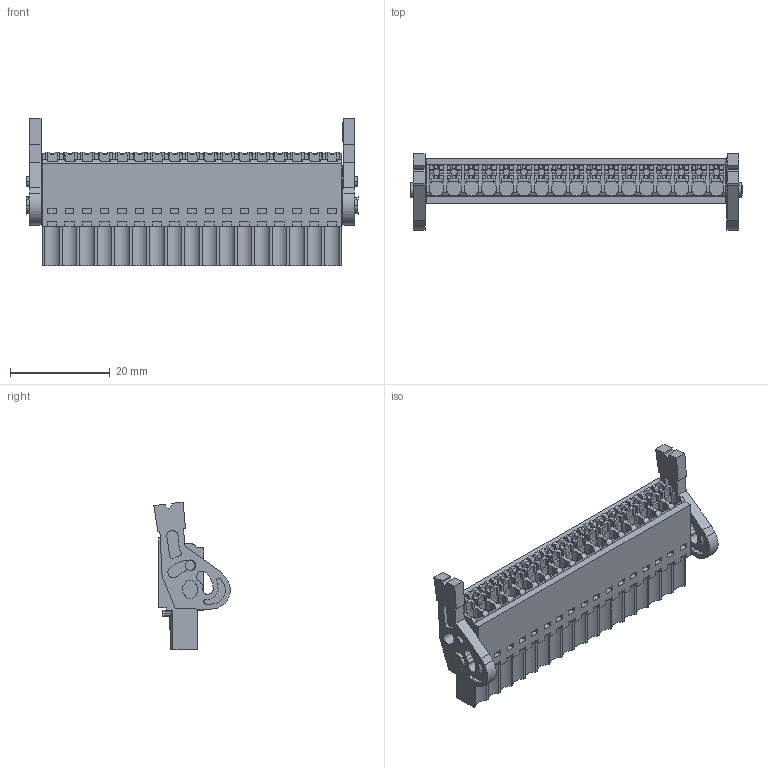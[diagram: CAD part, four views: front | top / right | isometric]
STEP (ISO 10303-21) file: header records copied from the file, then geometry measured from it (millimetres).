
FILE_DESCRIPTION(('CATIA V5R24 STEP','CAx-IF Rec.Pracs.--- Model Styling and Organization---1.2---2011-12-15'),'2;1');
FILE_NAME ('D1463155_0', '2018-03-13T14:45:09+00:00', ('Weidmueller Interface'), ('Weidmueller'), 'CATIA Version 5-6 Release 2014 SP4 HF52', 'CATIA V5 STEP AP214', 'none');
FILE_SCHEMA(('AUTOMOTIVE_DESIGN { 1 0 10303 214 1 1 1 1 }'));
Products named in the file (1): 2538160000
Bounding box: 66.4 x 15.3 x 29.59 mm (x, y, z)
Volume: 9469 mm3; surface area: 8234.5 mm2
Topology: 20 solids, 20 shells, 1752 faces, 5108 edges, 3442 vertices
Faces by surface type: plane 1519, cylinder 233
Entity records: 55454 total; most frequent: CARTESIAN_POINT 11102, ORIENTED_EDGE 10216, DIRECTION 6913, EDGE_CURVE 5108, VECTOR 4156, LINE 4156, VERTEX_POINT 3442, EDGE_LOOP 1844
